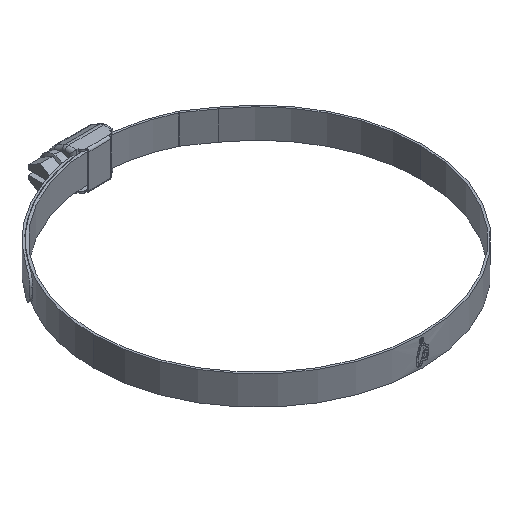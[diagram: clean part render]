
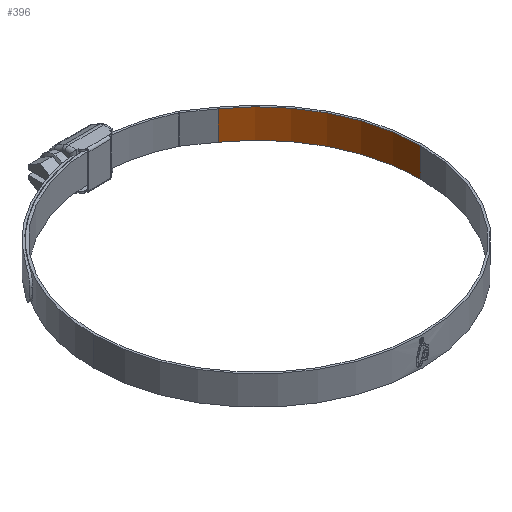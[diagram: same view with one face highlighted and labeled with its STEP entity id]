
A CAD part, isometric view. The second image highlights one B-rep face of the part: STEP entity #396.
In plain terms, the highlighted cylindrical face has radius 44.5 mm (diameter 89 mm), a partial arc.
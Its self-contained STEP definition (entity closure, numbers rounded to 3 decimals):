
#105 = VECTOR ( 'NONE', #6313, 1000. ) ;
#396 = ADVANCED_FACE ( 'NONE', ( #2355 ), #6729, .F. ) ;
#967 = DIRECTION ( 'NONE',  ( 0., 0., 1. ) ) ;
#1571 = CARTESIAN_POINT ( 'NONE',  ( 44.5, 0., 3.96 ) ) ;
#1590 = VERTEX_POINT ( 'NONE', #3221 ) ;
#1711 = AXIS2_PLACEMENT_3D ( 'NONE', #3379, #3935, #6149 ) ;
#1905 = ORIENTED_EDGE ( 'NONE', *, *, #5408, .F. ) ;
#1979 = DIRECTION ( 'NONE',  ( 1., 0., 0. ) ) ;
#2008 = LINE ( 'NONE', #6827, #105 ) ;
#2313 = VERTEX_POINT ( 'NONE', #5537 ) ;
#2355 = FACE_OUTER_BOUND ( 'NONE', #2998, .T. ) ;
#2440 = CARTESIAN_POINT ( 'NONE',  ( 25.524, 36.452, -3.96 ) ) ;
#2538 = EDGE_CURVE ( 'NONE', #2313, #5752, #2964, .T. ) ;
#2747 = CIRCLE ( 'NONE', #1711, 44.5 ) ;
#2810 = CARTESIAN_POINT ( 'NONE',  ( 0., 0., 3.96 ) ) ;
#2964 = CIRCLE ( 'NONE', #6288, 44.5 ) ;
#2998 = EDGE_LOOP ( 'NONE', ( #1905, #4544, #4192, #4200 ) ) ;
#3221 = CARTESIAN_POINT ( 'NONE',  ( 44.5, 0., -3.96 ) ) ;
#3379 = CARTESIAN_POINT ( 'NONE',  ( 0., 0., -3.96 ) ) ;
#3562 = VECTOR ( 'NONE', #4305, 1000. ) ;
#3675 = EDGE_CURVE ( 'NONE', #1590, #6866, #2747, .T. ) ;
#3935 = DIRECTION ( 'NONE',  ( 0., 0., 1. ) ) ;
#4192 = ORIENTED_EDGE ( 'NONE', *, *, #5000, .T. ) ;
#4200 = ORIENTED_EDGE ( 'NONE', *, *, #3675, .F. ) ;
#4271 = LINE ( 'NONE', #1571, #3562 ) ;
#4305 = DIRECTION ( 'NONE',  ( 0., 0., -1. ) ) ;
#4349 = AXIS2_PLACEMENT_3D ( 'NONE', #2810, #5016, #6590 ) ;
#4544 = ORIENTED_EDGE ( 'NONE', *, *, #2538, .T. ) ;
#5000 = EDGE_CURVE ( 'NONE', #5752, #6866, #2008, .T. ) ;
#5016 = DIRECTION ( 'NONE',  ( 0., 0., -1. ) ) ;
#5121 = CARTESIAN_POINT ( 'NONE',  ( 25.524, 36.452, 3.96 ) ) ;
#5408 = EDGE_CURVE ( 'NONE', #2313, #1590, #4271, .T. ) ;
#5537 = CARTESIAN_POINT ( 'NONE',  ( 44.5, 0., 3.96 ) ) ;
#5752 = VERTEX_POINT ( 'NONE', #5121 ) ;
#6149 = DIRECTION ( 'NONE',  ( 1., 0., 0. ) ) ;
#6288 = AXIS2_PLACEMENT_3D ( 'NONE', #6980, #967, #1979 ) ;
#6313 = DIRECTION ( 'NONE',  ( 0., 0., -1. ) ) ;
#6590 = DIRECTION ( 'NONE',  ( -1., 0., 0. ) ) ;
#6729 = CYLINDRICAL_SURFACE ( 'NONE', #4349, 44.5 ) ;
#6827 = CARTESIAN_POINT ( 'NONE',  ( 25.524, 36.452, 3.96 ) ) ;
#6866 = VERTEX_POINT ( 'NONE', #2440 ) ;
#6980 = CARTESIAN_POINT ( 'NONE',  ( 0., 0., 3.96 ) ) ;
